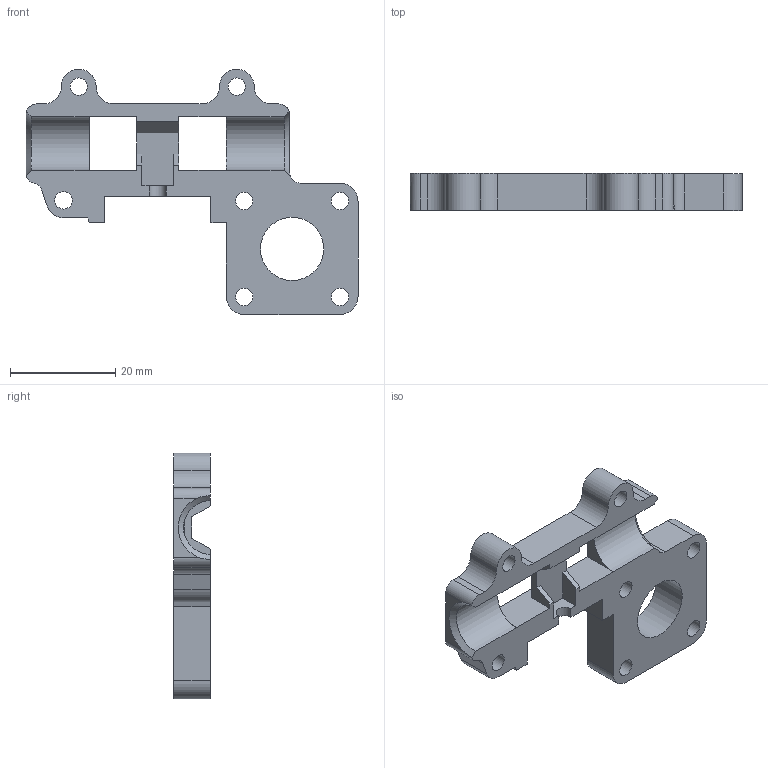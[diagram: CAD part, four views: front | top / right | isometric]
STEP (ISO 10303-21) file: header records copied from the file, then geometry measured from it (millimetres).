
FILE_DESCRIPTION(/* description */ (''),/* implementation_level */ '2;1');
FILE_NAME(/* name */ 'feed_box_middle.step',/* time_stamp */ '2025-10-26T21:57:02+08:00',/* author */ (''),/* organization */ (''),/* preprocessor_version */ 'ST-DEVELOPER v20.1',/* originating_system */ 'Autodesk Translation Framework v14.17.0.0',/* authorisation */ '');
FILE_SCHEMA (('AUTOMOTIVE_DESIGN { 1 0 10303 214 3 1 1 }'));
Length unit declared in the file: millimetre
Products named in the file (1): FusionComponent
Bounding box: 63 x 7 x 46.6 mm (x, y, z)
Volume: 7264.2 mm3; surface area: 5316 mm2
Topology: 1 solids, 1 shells, 63 faces, 188 edges, 124 vertices
Faces by surface type: plane 35, cylinder 26, cone 2
Full cylindrical faces by diameter (mm): 3.3 x7, 12 x1
Entity records: 2215 total; most frequent: CARTESIAN_POINT 402, ORIENTED_EDGE 376, DIRECTION 366, EDGE_CURVE 188, LINE 130, VECTOR 130, VERTEX_POINT 124, AXIS2_PLACEMENT_3D 118
